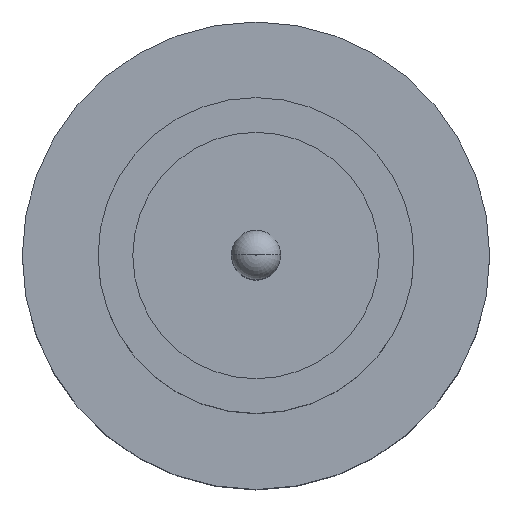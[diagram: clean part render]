
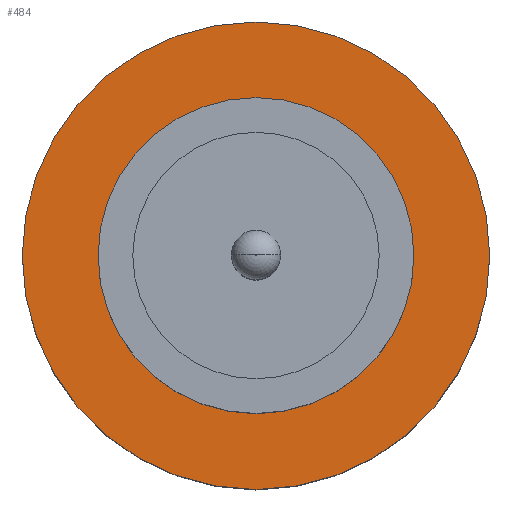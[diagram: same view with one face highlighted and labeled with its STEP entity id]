
A CAD part, top view. The second image highlights one B-rep face of the part: STEP entity #484.
In plain terms, the highlighted planar face has unit normal (0, 0, 1).
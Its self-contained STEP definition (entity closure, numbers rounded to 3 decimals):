
#21 = ORIENTED_EDGE ( 'NONE', *, *, #559, .F. ) ;
#23 = PLANE ( 'NONE',  #134 ) ;
#39 = DIRECTION ( 'NONE',  ( 0., 0., 1. ) ) ;
#93 = VERTEX_POINT ( 'NONE', #201 ) ;
#95 = DIRECTION ( 'NONE',  ( 1., 0., 0. ) ) ;
#104 = DIRECTION ( 'NONE',  ( 0., 0., 1. ) ) ;
#109 = ORIENTED_EDGE ( 'NONE', *, *, #542, .T. ) ;
#134 = AXIS2_PLACEMENT_3D ( 'NONE', #508, #578, #95 ) ;
#148 = EDGE_CURVE ( 'NONE', #782, #205, #844, .T. ) ;
#171 = DIRECTION ( 'NONE',  ( 0., 0., 1. ) ) ;
#173 = DIRECTION ( 'NONE',  ( 1., 0., 0. ) ) ;
#184 = CARTESIAN_POINT ( 'NONE',  ( 0., 0., 1.55 ) ) ;
#201 = CARTESIAN_POINT ( 'NONE',  ( -1.25, 0., 1.55 ) ) ;
#205 = VERTEX_POINT ( 'NONE', #733 ) ;
#239 = AXIS2_PLACEMENT_3D ( 'NONE', #656, #104, #173 ) ;
#242 = CARTESIAN_POINT ( 'NONE',  ( 1.85, 0., 1.55 ) ) ;
#250 = DIRECTION ( 'NONE',  ( 1., 0., 0. ) ) ;
#265 = EDGE_CURVE ( 'NONE', #281, #93, #843, .T. ) ;
#268 = FACE_OUTER_BOUND ( 'NONE', #293, .T. ) ;
#281 = VERTEX_POINT ( 'NONE', #412 ) ;
#293 = EDGE_LOOP ( 'NONE', ( #109, #537 ) ) ;
#308 = AXIS2_PLACEMENT_3D ( 'NONE', #184, #748, #352 ) ;
#322 = AXIS2_PLACEMENT_3D ( 'NONE', #881, #171, #450 ) ;
#352 = DIRECTION ( 'NONE',  ( 1., 0., 0. ) ) ;
#392 = AXIS2_PLACEMENT_3D ( 'NONE', #804, #39, #250 ) ;
#397 = FACE_BOUND ( 'NONE', #501, .T. ) ;
#412 = CARTESIAN_POINT ( 'NONE',  ( 1.25, 0., 1.55 ) ) ;
#450 = DIRECTION ( 'NONE',  ( 1., 0., 0. ) ) ;
#484 = ADVANCED_FACE ( 'NONE', ( #397, #268 ), #23, .T. ) ;
#500 = CIRCLE ( 'NONE', #322, 1.85 ) ;
#501 = EDGE_LOOP ( 'NONE', ( #687, #21 ) ) ;
#508 = CARTESIAN_POINT ( 'NONE',  ( 0., 0., 1.55 ) ) ;
#537 = ORIENTED_EDGE ( 'NONE', *, *, #148, .T. ) ;
#542 = EDGE_CURVE ( 'NONE', #205, #782, #500, .T. ) ;
#559 = EDGE_CURVE ( 'NONE', #93, #281, #820, .T. ) ;
#578 = DIRECTION ( 'NONE',  ( 0., 0., 1. ) ) ;
#656 = CARTESIAN_POINT ( 'NONE',  ( 0., 0., 1.55 ) ) ;
#687 = ORIENTED_EDGE ( 'NONE', *, *, #265, .F. ) ;
#733 = CARTESIAN_POINT ( 'NONE',  ( -1.85, 0., 1.55 ) ) ;
#748 = DIRECTION ( 'NONE',  ( 0., 0., 1. ) ) ;
#782 = VERTEX_POINT ( 'NONE', #242 ) ;
#804 = CARTESIAN_POINT ( 'NONE',  ( 0., 0., 1.55 ) ) ;
#820 = CIRCLE ( 'NONE', #392, 1.25 ) ;
#843 = CIRCLE ( 'NONE', #308, 1.25 ) ;
#844 = CIRCLE ( 'NONE', #239, 1.85 ) ;
#881 = CARTESIAN_POINT ( 'NONE',  ( 0., 0., 1.55 ) ) ;
